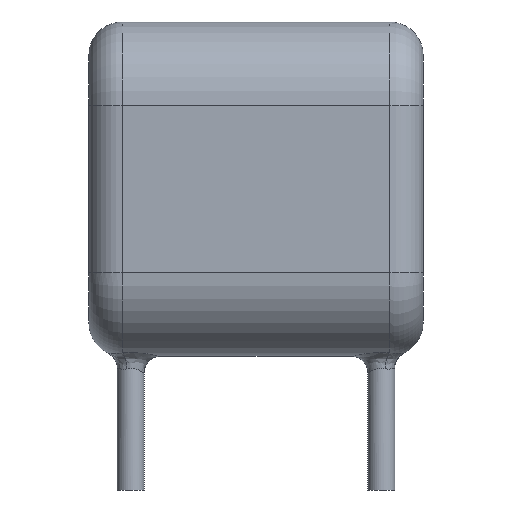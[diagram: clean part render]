
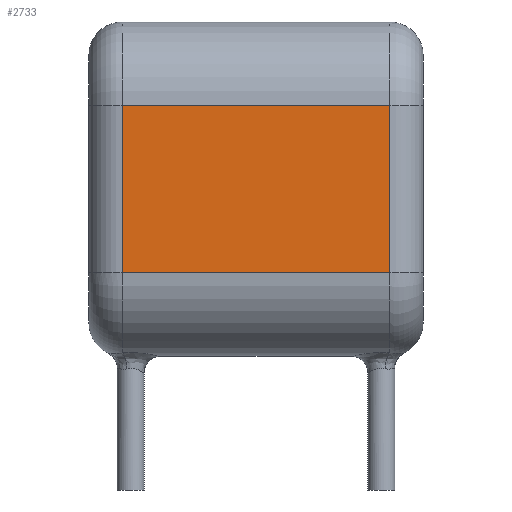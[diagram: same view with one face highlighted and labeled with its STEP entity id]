
A CAD part, front view. The second image highlights one B-rep face of the part: STEP entity #2733.
In plain terms, the highlighted planar face has unit normal (0, -1, 0).
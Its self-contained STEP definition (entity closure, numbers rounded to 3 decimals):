
#14 = VECTOR ( 'NONE', #1627, 1000. ) ;
#178 = VERTEX_POINT ( 'NONE', #12568 ) ;
#247 = CARTESIAN_POINT ( 'NONE',  ( -4., -2.5, 7.5 ) ) ;
#476 = VECTOR ( 'NONE', #2233, 1000. ) ;
#975 = VERTEX_POINT ( 'NONE', #9013 ) ;
#1025 = VERTEX_POINT ( 'NONE', #247 ) ;
#1106 = LINE ( 'NONE', #8771, #5146 ) ;
#1397 = CARTESIAN_POINT ( 'NONE',  ( -5., -2.5, 7.5 ) ) ;
#1627 = DIRECTION ( 'NONE',  ( 0., 0., -1. ) ) ;
#2233 = DIRECTION ( 'NONE',  ( 1., 0., 0. ) ) ;
#2333 = PLANE ( 'NONE',  #7055 ) ;
#2439 = EDGE_CURVE ( 'NONE', #7799, #178, #9876, .T. ) ;
#2596 = LINE ( 'NONE', #12211, #14 ) ;
#2630 = CARTESIAN_POINT ( 'NONE',  ( -4., -2.5, 2.5 ) ) ;
#2733 = ADVANCED_FACE ( 'NONE', ( #2813 ), #2333, .F. ) ;
#2813 = FACE_OUTER_BOUND ( 'NONE', #8163, .T. ) ;
#3249 = DIRECTION ( 'NONE',  ( 0., 0., 1. ) ) ;
#3353 = ORIENTED_EDGE ( 'NONE', *, *, #12172, .T. ) ;
#3433 = DIRECTION ( 'NONE',  ( 0., 1., 0. ) ) ;
#3916 = ORIENTED_EDGE ( 'NONE', *, *, #2439, .T. ) ;
#5146 = VECTOR ( 'NONE', #10756, 1000. ) ;
#6067 = VECTOR ( 'NONE', #11208, 1000. ) ;
#6923 = CARTESIAN_POINT ( 'NONE',  ( 5., -2.5, 2.5 ) ) ;
#7055 = AXIS2_PLACEMENT_3D ( 'NONE', #10993, #3433, #3249 ) ;
#7479 = EDGE_CURVE ( 'NONE', #975, #1025, #10063, .T. ) ;
#7538 = ORIENTED_EDGE ( 'NONE', *, *, #7479, .T. ) ;
#7799 = VERTEX_POINT ( 'NONE', #2630 ) ;
#8163 = EDGE_LOOP ( 'NONE', ( #7538, #10074, #3916, #3353 ) ) ;
#8771 = CARTESIAN_POINT ( 'NONE',  ( 4., -2.5, 10. ) ) ;
#9013 = CARTESIAN_POINT ( 'NONE',  ( 4., -2.5, 7.5 ) ) ;
#9876 = LINE ( 'NONE', #6923, #476 ) ;
#10063 = LINE ( 'NONE', #1397, #6067 ) ;
#10074 = ORIENTED_EDGE ( 'NONE', *, *, #12401, .T. ) ;
#10756 = DIRECTION ( 'NONE',  ( 0., 0., 1. ) ) ;
#10993 = CARTESIAN_POINT ( 'NONE',  ( -5., -2.5, 10. ) ) ;
#11208 = DIRECTION ( 'NONE',  ( -1., 0., 0. ) ) ;
#12172 = EDGE_CURVE ( 'NONE', #178, #975, #1106, .T. ) ;
#12211 = CARTESIAN_POINT ( 'NONE',  ( -4., -2.5, 10. ) ) ;
#12401 = EDGE_CURVE ( 'NONE', #1025, #7799, #2596, .T. ) ;
#12568 = CARTESIAN_POINT ( 'NONE',  ( 4., -2.5, 2.5 ) ) ;
